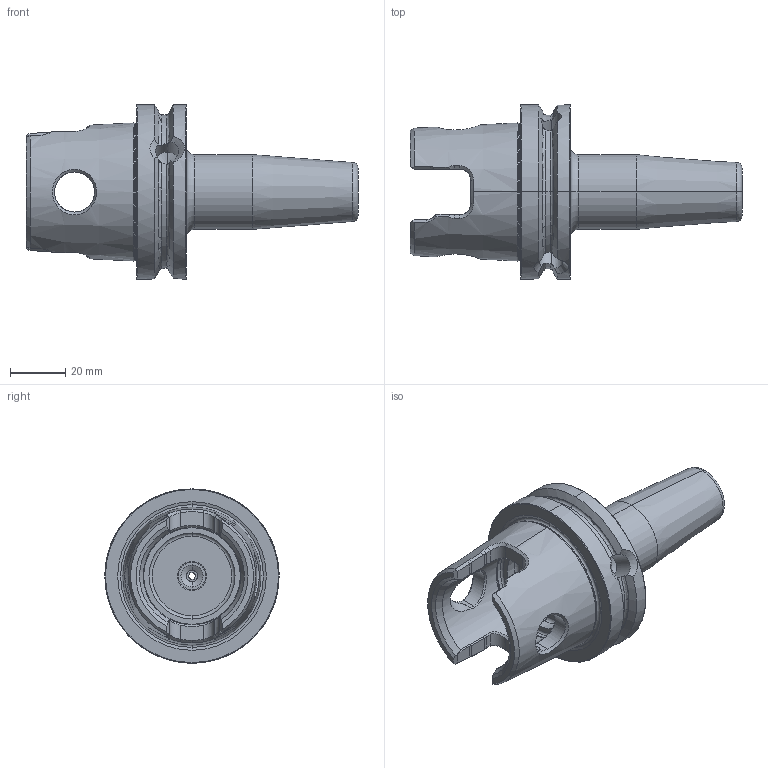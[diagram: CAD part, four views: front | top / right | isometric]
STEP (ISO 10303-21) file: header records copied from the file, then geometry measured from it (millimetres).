
FILE_DESCRIPTION (( 'STEP AP203' ), '1' );
FILE_NAME ('KY6-S06.K01.080.STEP', '2014-05-15T14:43:41', ( 'SwiAdmin' ), ( '' ), 'SwSTEP 2.0', 'SolidWorks 2012', '' );
FILE_SCHEMA (( 'CONFIG_CONTROL_DESIGN' ));
Length unit declared in the file: millimetre
Products named in the file (3): KY6-S06.K01.080; ERU-AN1.K01.014_A; KY6-S06.K01.080_A
Assembly tree (2 placements, depth 2):
  KY6-S06.K01.080
    KY6-S06.K01.080_A
    ERU-AN1.K01.014_A
Bounding box: 119.95 x 62.95 x 62.95 mm (x, y, z)
Volume: 107923.5 mm3; surface area: 26148.6 mm2
Topology: 2 solids, 2 shells, 274 faces, 685 edges, 414 vertices
Faces by surface type: plane 79, cylinder 60, cone 53, bspline 50, torus 32
Entity records: 10982 total; most frequent: CARTESIAN_POINT 4726, ORIENTED_EDGE 1358, DIRECTION 1067, EDGE_CURVE 679, AXIS2_PLACEMENT_3D 427, VERTEX_POINT 414, EDGE_LOOP 287, FACE_OUTER_BOUND 274
